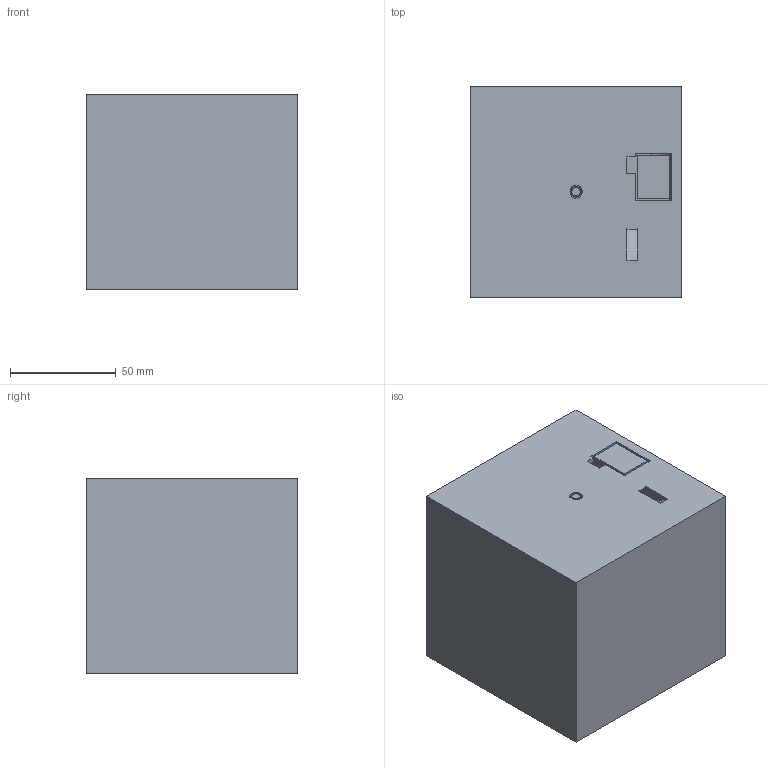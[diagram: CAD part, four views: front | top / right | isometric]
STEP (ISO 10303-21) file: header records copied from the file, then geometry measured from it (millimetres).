
FILE_DESCRIPTION(('STEP AP242'), '1');
FILE_NAME('air-1-weird', '2023-03-30T20:28:57', ('Fedor'), (''), 'C3D Converter', 'C3D Toolkit', '');
FILE_SCHEMA(('AP242_MANAGED_MODEL_BASED_3D_ENGINEERING_MIM_LF { 1 0 10303 442 1 1 4 }'));
Length unit declared in the file: millimetre
Bounding box: 100 x 100 x 92.5 mm (x, y, z)
Volume: 914098.6 mm3; surface area: 70986.8 mm2
Topology: 1 solids, 1 shells, 138 faces, 406 edges, 269 vertices
Faces by surface type: plane 67, bspline 35, cylinder 22, cone 6, torus 4, sphere 4
Full cylindrical faces by diameter (mm): 0.4 x1, 1.5 x1, 2 x1, 2.5 x2, 3 x3, 4 x1, 5 x2, 6 x1
Entity records: 20971 total; most frequent: CARTESIAN_POINT 16606, ORIENTED_EDGE 730, DIRECTION 518, EDGE_CURVE 365, VERTEX_POINT 258, EDGE_LOOP 185, AXIS2_PLACEMENT_3D 177, LINE 164
